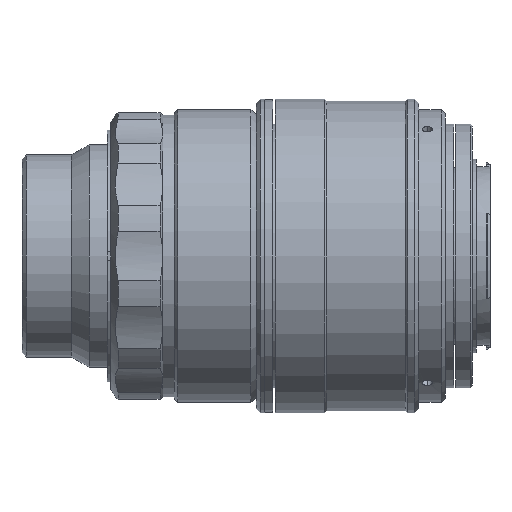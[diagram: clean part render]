
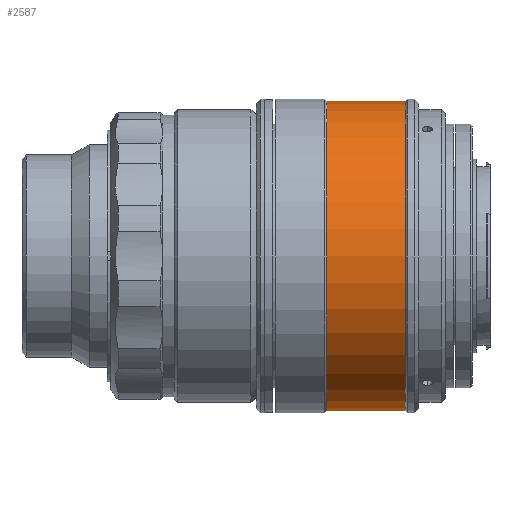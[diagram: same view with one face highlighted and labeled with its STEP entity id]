
A CAD part, front view. The second image highlights one B-rep face of the part: STEP entity #2587.
In plain terms, the highlighted cylindrical face has radius 37.5 mm (diameter 75 mm), a partial arc.
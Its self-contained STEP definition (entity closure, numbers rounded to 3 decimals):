
#154 = AXIS2_PLACEMENT_3D ( 'NONE', #3022, #4863, #2070 ) ;
#193 = ORIENTED_EDGE ( 'NONE', *, *, #5667, .F. ) ;
#227 = LINE ( 'NONE', #5293, #490 ) ;
#490 = VECTOR ( 'NONE', #2531, 1000. ) ;
#760 = CARTESIAN_POINT ( 'NONE',  ( -62.956, 0., 37.5 ) ) ;
#799 = CYLINDRICAL_SURFACE ( 'NONE', #154, 37.5 ) ;
#903 = CIRCLE ( 'NONE', #1878, 37.5 ) ;
#987 = DIRECTION ( 'NONE',  ( 1., 0., 0. ) ) ;
#1645 = CARTESIAN_POINT ( 'NONE',  ( -81.956, 0., 0. ) ) ;
#1878 = AXIS2_PLACEMENT_3D ( 'NONE', #1645, #5385, #4491 ) ;
#2070 = DIRECTION ( 'NONE',  ( 0., 0., -1. ) ) ;
#2251 = CARTESIAN_POINT ( 'NONE',  ( -14.023, 0., -37.5 ) ) ;
#2332 = EDGE_CURVE ( 'NONE', #3715, #4082, #3690, .T. ) ;
#2343 = VECTOR ( 'NONE', #987, 1000. ) ;
#2437 = DIRECTION ( 'NONE',  ( 1., 0., 0. ) ) ;
#2470 = DIRECTION ( 'NONE',  ( 0., 0., -1. ) ) ;
#2531 = DIRECTION ( 'NONE',  ( 1., 0., 0. ) ) ;
#2573 = CARTESIAN_POINT ( 'NONE',  ( -81.956, 0., -37.5 ) ) ;
#2587 = ADVANCED_FACE ( 'NONE', ( #3535 ), #799, .T. ) ;
#2877 = CARTESIAN_POINT ( 'NONE',  ( -81.956, 0., 37.5 ) ) ;
#3022 = CARTESIAN_POINT ( 'NONE',  ( -14.023, 0., 0. ) ) ;
#3380 = CARTESIAN_POINT ( 'NONE',  ( -62.956, 0., -37.5 ) ) ;
#3535 = FACE_OUTER_BOUND ( 'NONE', #5878, .T. ) ;
#3664 = VERTEX_POINT ( 'NONE', #2877 ) ;
#3690 = LINE ( 'NONE', #2251, #2343 ) ;
#3715 = VERTEX_POINT ( 'NONE', #2573 ) ;
#3917 = AXIS2_PLACEMENT_3D ( 'NONE', #5240, #2437, #2470 ) ;
#4059 = ORIENTED_EDGE ( 'NONE', *, *, #2332, .T. ) ;
#4082 = VERTEX_POINT ( 'NONE', #3380 ) ;
#4199 = EDGE_CURVE ( 'NONE', #3664, #3715, #903, .T. ) ;
#4491 = DIRECTION ( 'NONE',  ( 0., 0., -1. ) ) ;
#4533 = ORIENTED_EDGE ( 'NONE', *, *, #5907, .F. ) ;
#4705 = ORIENTED_EDGE ( 'NONE', *, *, #4199, .T. ) ;
#4863 = DIRECTION ( 'NONE',  ( 1., 0., 0. ) ) ;
#4885 = CIRCLE ( 'NONE', #3917, 37.5 ) ;
#5240 = CARTESIAN_POINT ( 'NONE',  ( -62.956, 0., 0. ) ) ;
#5293 = CARTESIAN_POINT ( 'NONE',  ( -14.023, 0., 37.5 ) ) ;
#5385 = DIRECTION ( 'NONE',  ( 1., 0., 0. ) ) ;
#5667 = EDGE_CURVE ( 'NONE', #3664, #5680, #227, .T. ) ;
#5680 = VERTEX_POINT ( 'NONE', #760 ) ;
#5878 = EDGE_LOOP ( 'NONE', ( #193, #4705, #4059, #4533 ) ) ;
#5907 = EDGE_CURVE ( 'NONE', #5680, #4082, #4885, .T. ) ;
